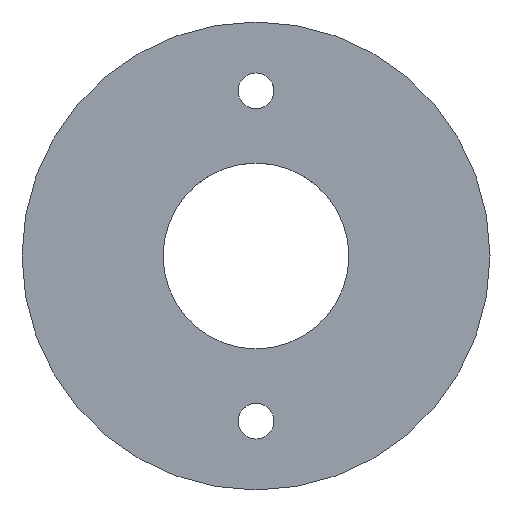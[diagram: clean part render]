
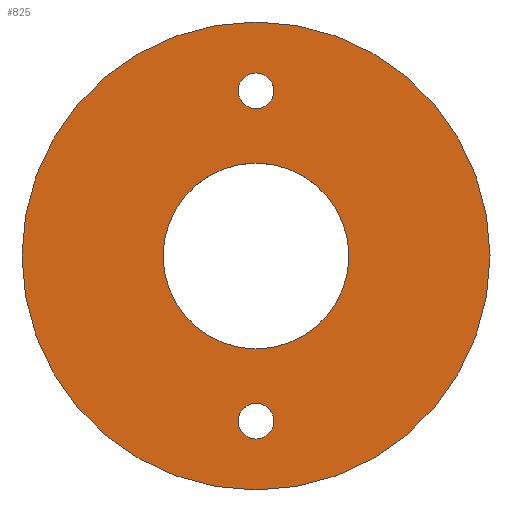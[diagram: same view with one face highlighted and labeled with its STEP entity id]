
A CAD part, top view. The second image highlights one B-rep face of the part: STEP entity #825.
In plain terms, the highlighted planar face has unit normal (0, 0, 1).
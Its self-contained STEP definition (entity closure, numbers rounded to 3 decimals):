
#211 = VERTEX_POINT('',#212);
#212 = CARTESIAN_POINT('',(0.,17.,9.));
#224 = EDGE_CURVE('',#211,#211,#225,.T.);
#225 = CIRCLE('',#226,17.);
#226 = AXIS2_PLACEMENT_3D('',#227,#228,#229);
#227 = CARTESIAN_POINT('',(0.,0.,9.));
#228 = DIRECTION('',(0.,0.,-1.));
#229 = DIRECTION('',(0.,1.,0.));
#780 = VERTEX_POINT('',#781);
#781 = CARTESIAN_POINT('',(0.,6.75,9.));
#787 = EDGE_CURVE('',#780,#780,#788,.T.);
#788 = CIRCLE('',#789,6.75);
#789 = AXIS2_PLACEMENT_3D('',#790,#791,#792);
#790 = CARTESIAN_POINT('',(0.,0.,9.));
#791 = DIRECTION('',(0.,0.,-1.));
#792 = DIRECTION('',(0.,1.,0.));
#803 = EDGE_CURVE('',#804,#804,#806,.T.);
#804 = VERTEX_POINT('',#805);
#805 = CARTESIAN_POINT('',(0.,13.3,9.));
#806 = CIRCLE('',#807,1.3);
#807 = AXIS2_PLACEMENT_3D('',#808,#809,#810);
#808 = CARTESIAN_POINT('',(0.,12.,9.));
#809 = DIRECTION('',(0.,0.,1.));
#810 = DIRECTION('',(0.,1.,0.));
#825 = ADVANCED_FACE('',(#826,#829,#832,#835),#846,.F.);
#826 = FACE_BOUND('',#827,.T.);
#827 = EDGE_LOOP('',(#828));
#828 = ORIENTED_EDGE('',*,*,#224,.F.);
#829 = FACE_BOUND('',#830,.T.);
#830 = EDGE_LOOP('',(#831));
#831 = ORIENTED_EDGE('',*,*,#803,.F.);
#832 = FACE_BOUND('',#833,.T.);
#833 = EDGE_LOOP('',(#834));
#834 = ORIENTED_EDGE('',*,*,#787,.T.);
#835 = FACE_BOUND('',#836,.T.);
#836 = EDGE_LOOP('',(#837));
#837 = ORIENTED_EDGE('',*,*,#838,.F.);
#838 = EDGE_CURVE('',#839,#839,#841,.T.);
#839 = VERTEX_POINT('',#840);
#840 = CARTESIAN_POINT('',(0.,-13.3,9.));
#841 = CIRCLE('',#842,1.3);
#842 = AXIS2_PLACEMENT_3D('',#843,#844,#845);
#843 = CARTESIAN_POINT('',(0.,-12.,9.));
#844 = DIRECTION('',(0.,0.,1.));
#845 = DIRECTION('',(0.,-1.,0.));
#846 = PLANE('',#847);
#847 = AXIS2_PLACEMENT_3D('',#848,#849,#850);
#848 = CARTESIAN_POINT('',(0.,0.,9.));
#849 = DIRECTION('',(0.,0.,-1.));
#850 = DIRECTION('',(0.,1.,0.));
